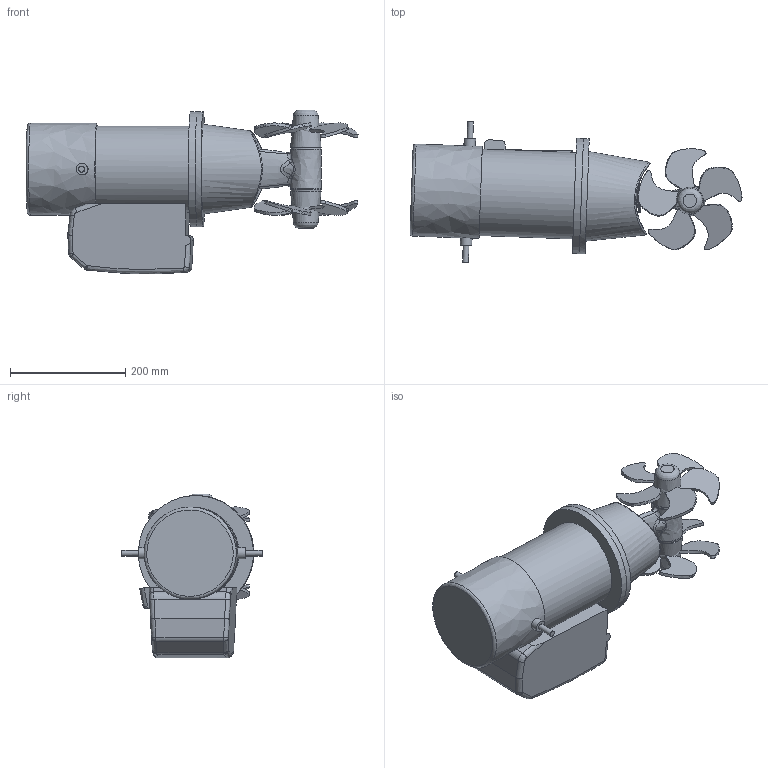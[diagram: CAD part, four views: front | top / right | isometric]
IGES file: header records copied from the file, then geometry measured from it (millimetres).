
Global section: file name: SE100-185 T (12V & 24V); native system: Autodesk Inventor 2015; preprocessor: unknown; author: Elvira H.; date: 20151124.093053; units: millimetre
Bounding box: 576.37 x 244.2 x 284.31 mm (x, y, z)
Volume: 11511614.8 mm3; surface area: 587196.2 mm2
Topology: 6 solids, 6 shells, 257 faces, 636 edges, 403 vertices
Faces by surface type: bspline 257
